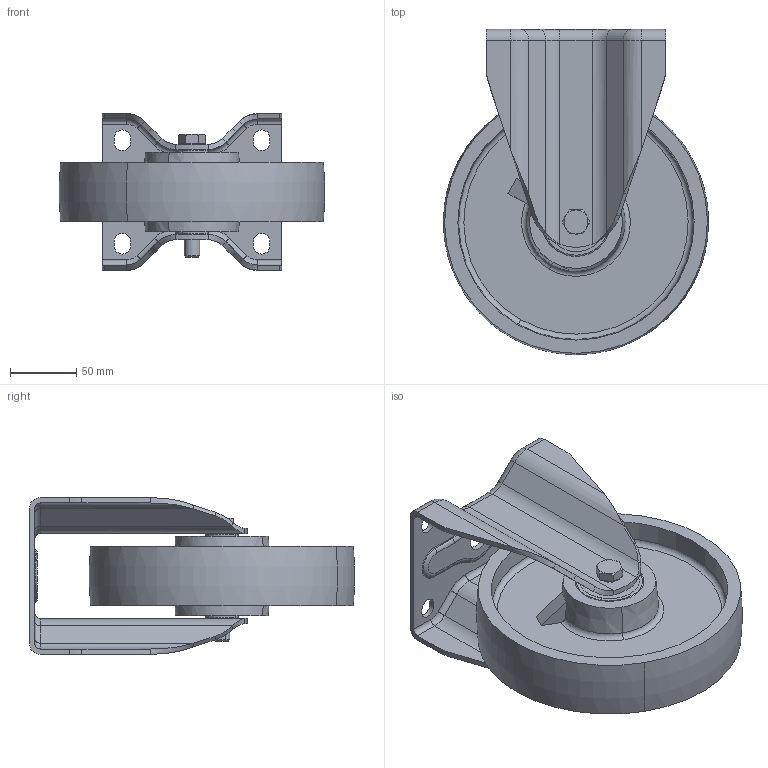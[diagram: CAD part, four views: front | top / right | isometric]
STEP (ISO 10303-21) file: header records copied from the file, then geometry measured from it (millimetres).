
FILE_DESCRIPTION (( 'STEP AP214' ), '1' );
FILE_NAME ('0047456_B-IHB-GGK-200-K_(A-01).step', '2019-08-19T08:21:02', ( 'Windows-Benutzer' ), ( '' ), 'SwSTEP 2.0', 'SolidWorks 2018', '' );
FILE_SCHEMA (( 'AUTOMOTIVE_DESIGN' ));
Length unit declared in the file: millimetre
Products named in the file (1): 0047456_B-IHB-GGK-200-K_(A-01)
Bounding box: 199.72 x 244.86 x 118 mm (x, y, z)
Volume: 868732.7 mm3; surface area: 275185.6 mm2
Topology: 16 solids, 16 shells, 418 faces, 926 edges, 556 vertices
Faces by surface type: cylinder 150, plane 119, torus 105, cone 32, bspline 12
Entity records: 17163 total; most frequent: CARTESIAN_POINT 2828, DIRECTION 2189, ORIENTED_EDGE 1852, EDGE_CURVE 926, AXIS2_PLACEMENT_3D 921, VERTEX_POINT 556, CIRCLE 514, EDGE_LOOP 476
